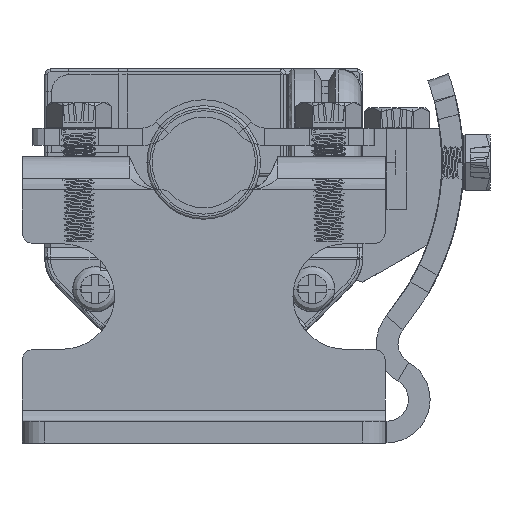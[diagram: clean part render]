
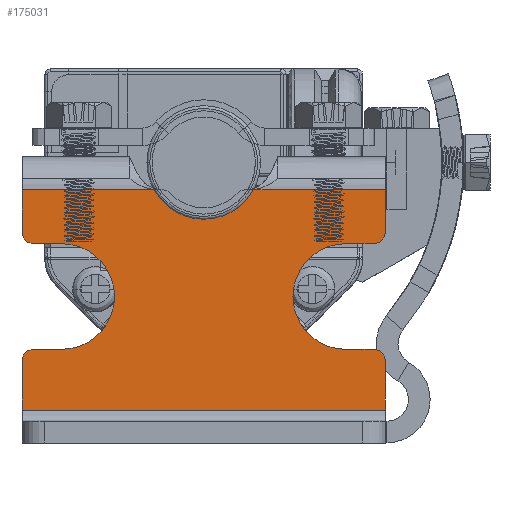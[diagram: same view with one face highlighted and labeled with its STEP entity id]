
A CAD part, front view. The second image highlights one B-rep face of the part: STEP entity #175031.
In plain terms, the highlighted planar face has unit normal (0, -1, 0).
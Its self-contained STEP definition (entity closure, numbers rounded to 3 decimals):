
#164489=CARTESIAN_POINT('',(-3.666,-1.9,21.3));
#164490=DIRECTION('',(0.,-1.,0.));
#164491=DIRECTION('',(0.733,0.,0.68));
#164492=AXIS2_PLACEMENT_3D('',#164489,#164490,#164491);
#164494=CARTESIAN_POINT('',(0.,-1.9,24.7));
#164495=DIRECTION('',(0.,1.,0.));
#164496=DIRECTION('',(0.733,0.,-0.68));
#164497=AXIS2_PLACEMENT_3D('',#164494,#164495,#164496);
#164499=CARTESIAN_POINT('',(3.666,-1.9,21.3));
#164500=DIRECTION('',(0.,-1.,0.));
#164501=DIRECTION('',(0.,0.,1.));
#164502=AXIS2_PLACEMENT_3D('',#164499,#164500,#164501);
#164504=DIRECTION('',(-1.,0.,0.));
#164505=VECTOR('',#164504,0.313);
#164506=CARTESIAN_POINT('',(3.979,-1.9,22.3));
#164507=LINE('',#164506,#164505);
#164508=CARTESIAN_POINT('',(15.,-1.9,18.55));
#164509=DIRECTION('',(0.,-1.,0.));
#164510=DIRECTION('',(0.,0.,-1.));
#164511=AXIS2_PLACEMENT_3D('',#164508,#164509,#164510);
#164513=DIRECTION('',(-1.,0.,0.));
#164514=VECTOR('',#164513,2.5);
#164515=CARTESIAN_POINT('',(15.,-1.9,17.55));
#164516=LINE('',#164515,#164514);
#164517=CARTESIAN_POINT('',(12.5,-1.9,12.9));
#164518=DIRECTION('',(0.,-1.,0.));
#164519=DIRECTION('',(0.,0.,1.));
#164520=AXIS2_PLACEMENT_3D('',#164517,#164518,#164519);
#164522=DIRECTION('',(-1.,0.,0.));
#164523=VECTOR('',#164522,2.5);
#164524=CARTESIAN_POINT('',(15.,-1.9,8.25));
#164525=LINE('',#164524,#164523);
#164526=CARTESIAN_POINT('',(15.,-1.9,7.25));
#164527=DIRECTION('',(0.,-1.,0.));
#164528=DIRECTION('',(1.,0.,0.));
#164529=AXIS2_PLACEMENT_3D('',#164526,#164527,#164528);
#164531=DIRECTION('',(1.,0.,0.));
#164532=VECTOR('',#164531,32.);
#164533=CARTESIAN_POINT('',(-16.,-1.9,2.9));
#164534=LINE('',#164533,#164532);
#164535=CARTESIAN_POINT('',(-15.,-1.9,7.25));
#164536=DIRECTION('',(0.,-1.,0.));
#164537=DIRECTION('',(0.,0.,1.));
#164538=AXIS2_PLACEMENT_3D('',#164535,#164536,#164537);
#164540=DIRECTION('',(1.,0.,0.));
#164541=VECTOR('',#164540,2.5);
#164542=CARTESIAN_POINT('',(-15.,-1.9,8.25));
#164543=LINE('',#164542,#164541);
#164544=CARTESIAN_POINT('',(-12.5,-1.9,12.9));
#164545=DIRECTION('',(0.,-1.,0.));
#164546=DIRECTION('',(0.,0.,-1.));
#164547=AXIS2_PLACEMENT_3D('',#164544,#164545,#164546);
#164549=DIRECTION('',(1.,0.,0.));
#164550=VECTOR('',#164549,2.5);
#164551=CARTESIAN_POINT('',(-15.,-1.9,17.55));
#164552=LINE('',#164551,#164550);
#164553=CARTESIAN_POINT('',(-15.,-1.9,18.55));
#164554=DIRECTION('',(0.,-1.,0.));
#164555=DIRECTION('',(-1.,0.,0.));
#164556=AXIS2_PLACEMENT_3D('',#164553,#164554,#164555);
#164558=DIRECTION('',(-1.,0.,0.));
#164559=VECTOR('',#164558,0.313);
#164560=CARTESIAN_POINT('',(-3.666,-1.9,22.3));
#164561=LINE('',#164560,#164559);
#164817=CARTESIAN_POINT('',(-3.979,-1.9,22.3));
#164819=DIRECTION('',(1.,0.,0.));
#164820=VECTOR('',#164819,12.021);
#164821=CARTESIAN_POINT('',(-16.,-1.9,22.3));
#164822=LINE('',#164821,#164820);
#165319=CARTESIAN_POINT('',(3.979,-1.9,22.3));
#165343=DIRECTION('',(1.,0.,0.));
#165344=VECTOR('',#165343,12.021);
#165345=CARTESIAN_POINT('',(3.979,-1.9,22.3));
#165346=LINE('',#165345,#165344);
#165367=DIRECTION('',(0.,0.,1.));
#165368=VECTOR('',#165367,3.75);
#165369=CARTESIAN_POINT('',(16.,-1.9,18.55));
#165370=LINE('',#165369,#165368);
#165403=DIRECTION('',(0.,0.,1.));
#165404=VECTOR('',#165403,4.35);
#165405=CARTESIAN_POINT('',(16.,-1.9,2.9));
#165406=LINE('',#165405,#165404);
#171444=DIRECTION('',(0.,0.,1.));
#171445=VECTOR('',#171444,3.75);
#171446=CARTESIAN_POINT('',(-16.,-1.9,18.55));
#171447=LINE('',#171446,#171445);
#171468=DIRECTION('',(0.,0.,1.));
#171469=VECTOR('',#171468,4.35);
#171470=CARTESIAN_POINT('',(-16.,-1.9,2.9));
#171471=LINE('',#171470,#171469);
#174017=CARTESIAN_POINT('',(12.5,-1.9,17.55));
#174018=CARTESIAN_POINT('',(12.5,-1.9,8.25));
#174019=VERTEX_POINT('',#174017);
#174020=VERTEX_POINT('',#174018);
#174021=CARTESIAN_POINT('',(-12.5,-1.9,8.25));
#174022=CARTESIAN_POINT('',(-12.5,-1.9,17.55));
#174023=VERTEX_POINT('',#174021);
#174024=VERTEX_POINT('',#174022);
#174049=CARTESIAN_POINT('',(16.,-1.9,7.25));
#174050=VERTEX_POINT('',#174049);
#174051=CARTESIAN_POINT('',(15.,-1.9,8.25));
#174052=VERTEX_POINT('',#174051);
#174057=CARTESIAN_POINT('',(15.,-1.9,17.55));
#174058=VERTEX_POINT('',#174057);
#174059=CARTESIAN_POINT('',(16.,-1.9,18.55));
#174060=VERTEX_POINT('',#174059);
#174065=CARTESIAN_POINT('',(-16.,-1.9,18.55));
#174066=VERTEX_POINT('',#174065);
#174067=CARTESIAN_POINT('',(-15.,-1.9,17.55));
#174068=VERTEX_POINT('',#174067);
#174073=CARTESIAN_POINT('',(-15.,-1.9,8.25));
#174074=VERTEX_POINT('',#174073);
#174075=CARTESIAN_POINT('',(-16.,-1.9,7.25));
#174076=VERTEX_POINT('',#174075);
#174085=CARTESIAN_POINT('',(-16.,-1.9,2.9));
#174086=VERTEX_POINT('',#174085);
#174087=CARTESIAN_POINT('',(-16.,-1.9,22.3));
#174088=VERTEX_POINT('',#174087);
#174089=CARTESIAN_POINT('',(16.,-1.9,2.9));
#174090=VERTEX_POINT('',#174089);
#174091=CARTESIAN_POINT('',(16.,-1.9,22.3));
#174092=VERTEX_POINT('',#174091);
#174183=VERTEX_POINT('',#164817);
#174184=VERTEX_POINT('',#165319);
#174193=CARTESIAN_POINT('',(-2.933,-1.9,21.98));
#174194=VERTEX_POINT('',#174193);
#174195=CARTESIAN_POINT('',(-3.666,-1.9,22.3));
#174196=VERTEX_POINT('',#174195);
#174201=CARTESIAN_POINT('',(3.666,-1.9,22.3));
#174202=VERTEX_POINT('',#174201);
#174203=CARTESIAN_POINT('',(2.933,-1.9,21.98));
#174204=VERTEX_POINT('',#174203);
#174981=CARTESIAN_POINT('',(-16.,-1.9,2.9));
#174982=DIRECTION('',(0.,1.,0.));
#174983=DIRECTION('',(0.,0.,1.));
#174984=AXIS2_PLACEMENT_3D('',#174981,#174982,#174983);
#174985=PLANE('',#174984);
#174987=ORIENTED_EDGE('',*,*,#174986,.F.);
#174989=ORIENTED_EDGE('',*,*,#174988,.F.);
#174991=ORIENTED_EDGE('',*,*,#174990,.F.);
#174993=ORIENTED_EDGE('',*,*,#174992,.F.);
#174995=ORIENTED_EDGE('',*,*,#174994,.T.);
#174997=ORIENTED_EDGE('',*,*,#174996,.F.);
#174999=ORIENTED_EDGE('',*,*,#174998,.F.);
#175001=ORIENTED_EDGE('',*,*,#175000,.T.);
#175003=ORIENTED_EDGE('',*,*,#175002,.T.);
#175005=ORIENTED_EDGE('',*,*,#175004,.F.);
#175007=ORIENTED_EDGE('',*,*,#175006,.F.);
#175009=ORIENTED_EDGE('',*,*,#175008,.F.);
#175010=ORIENTED_EDGE('',*,*,#174974,.F.);
#175012=ORIENTED_EDGE('',*,*,#175011,.T.);
#175014=ORIENTED_EDGE('',*,*,#175013,.F.);
#175016=ORIENTED_EDGE('',*,*,#175015,.T.);
#175018=ORIENTED_EDGE('',*,*,#175017,.T.);
#175020=ORIENTED_EDGE('',*,*,#175019,.F.);
#175022=ORIENTED_EDGE('',*,*,#175021,.F.);
#175024=ORIENTED_EDGE('',*,*,#175023,.T.);
#175026=ORIENTED_EDGE('',*,*,#175025,.T.);
#175028=ORIENTED_EDGE('',*,*,#175027,.F.);
#175029=EDGE_LOOP('',(#174987,#174989,#174991,#174993,#174995,#174997,#174999,
#175001,#175003,#175005,#175007,#175009,#175010,#175012,#175014,#175016,#175018,
#175020,#175022,#175024,#175026,#175028));
#175030=FACE_OUTER_BOUND('',#175029,.F.);
#175031=ADVANCED_FACE('',(#175030),#174985,.F.);
#164493=CIRCLE('',#164492,1.);
#164498=CIRCLE('',#164497,4.);
#164503=CIRCLE('',#164502,1.);
#164512=CIRCLE('',#164511,1.);
#164521=CIRCLE('',#164520,4.65);
#164530=CIRCLE('',#164529,1.);
#164539=CIRCLE('',#164538,1.);
#164548=CIRCLE('',#164547,4.65);
#164557=CIRCLE('',#164556,1.);
#174974=EDGE_CURVE('',#174086,#174090,#164534,.T.);
#174986=EDGE_CURVE('',#174194,#174196,#164493,.T.);
#174988=EDGE_CURVE('',#174204,#174194,#164498,.T.);
#174990=EDGE_CURVE('',#174202,#174204,#164503,.T.);
#174992=EDGE_CURVE('',#174184,#174202,#164507,.T.);
#174994=EDGE_CURVE('',#174184,#174092,#165346,.T.);
#174996=EDGE_CURVE('',#174060,#174092,#165370,.T.);
#174998=EDGE_CURVE('',#174058,#174060,#164512,.T.);
#175000=EDGE_CURVE('',#174058,#174019,#164516,.T.);
#175002=EDGE_CURVE('',#174019,#174020,#164521,.T.);
#175004=EDGE_CURVE('',#174052,#174020,#164525,.T.);
#175006=EDGE_CURVE('',#174050,#174052,#164530,.T.);
#175008=EDGE_CURVE('',#174090,#174050,#165406,.T.);
#175011=EDGE_CURVE('',#174086,#174076,#171471,.T.);
#175013=EDGE_CURVE('',#174074,#174076,#164539,.T.);
#175015=EDGE_CURVE('',#174074,#174023,#164543,.T.);
#175017=EDGE_CURVE('',#174023,#174024,#164548,.T.);
#175019=EDGE_CURVE('',#174068,#174024,#164552,.T.);
#175021=EDGE_CURVE('',#174066,#174068,#164557,.T.);
#175023=EDGE_CURVE('',#174066,#174088,#171447,.T.);
#175025=EDGE_CURVE('',#174088,#174183,#164822,.T.);
#175027=EDGE_CURVE('',#174196,#174183,#164561,.T.);
